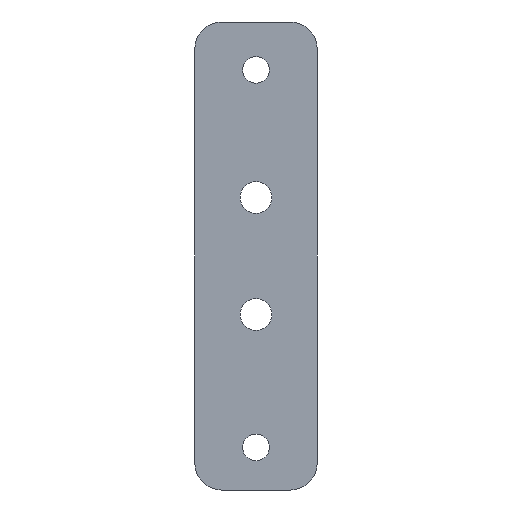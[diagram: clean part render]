
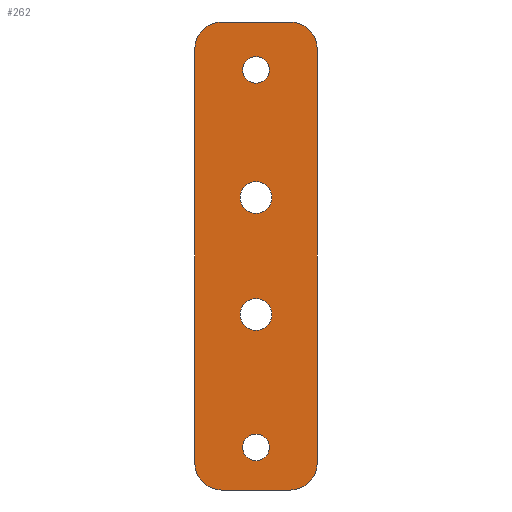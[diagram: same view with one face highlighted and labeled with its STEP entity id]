
A CAD part, front view. The second image highlights one B-rep face of the part: STEP entity #262.
In plain terms, the highlighted planar face has unit normal (0, -1, 0).
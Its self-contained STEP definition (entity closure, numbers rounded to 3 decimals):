
#15=LINE('',#397,#31);
#20=LINE('',#411,#36);
#24=LINE('',#423,#40);
#28=LINE('',#435,#44);
#31=VECTOR('',#323,10.);
#36=VECTOR('',#336,10.);
#40=VECTOR('',#348,10.);
#44=VECTOR('',#360,10.);
#52=PLANE('',#294);
#61=FACE_BOUND('',#101,.T.);
#62=FACE_BOUND('',#102,.T.);
#63=FACE_BOUND('',#103,.T.);
#64=FACE_BOUND('',#104,.T.);
#78=FACE_OUTER_BOUND('',#100,.T.);
#100=EDGE_LOOP('',(#229,#230,#231,#232,#233,#234,#235,#236));
#101=EDGE_LOOP('',(#237));
#102=EDGE_LOOP('',(#238));
#103=EDGE_LOOP('',(#239));
#104=EDGE_LOOP('',(#240));
#106=CIRCLE('',#267,2.5);
#108=CIRCLE('',#270,2.5);
#110=CIRCLE('',#273,3.);
#112=CIRCLE('',#276,3.);
#113=CIRCLE('',#279,5.);
#115=CIRCLE('',#283,5.);
#117=CIRCLE('',#287,5.);
#119=CIRCLE('',#291,5.);
#122=VERTEX_POINT('',#377);
#124=VERTEX_POINT('',#382);
#126=VERTEX_POINT('',#387);
#128=VERTEX_POINT('',#392);
#129=VERTEX_POINT('',#395);
#130=VERTEX_POINT('',#396);
#133=VERTEX_POINT('',#404);
#135=VERTEX_POINT('',#410);
#137=VERTEX_POINT('',#416);
#139=VERTEX_POINT('',#422);
#141=VERTEX_POINT('',#428);
#143=VERTEX_POINT('',#434);
#146=EDGE_CURVE('',#122,#122,#106,.T.);
#148=EDGE_CURVE('',#124,#124,#108,.T.);
#150=EDGE_CURVE('',#126,#126,#110,.T.);
#152=EDGE_CURVE('',#128,#128,#112,.T.);
#153=EDGE_CURVE('',#129,#130,#15,.T.);
#157=EDGE_CURVE('',#133,#130,#113,.T.);
#160=EDGE_CURVE('',#133,#135,#20,.T.);
#163=EDGE_CURVE('',#137,#135,#115,.T.);
#166=EDGE_CURVE('',#137,#139,#24,.T.);
#169=EDGE_CURVE('',#141,#139,#117,.T.);
#172=EDGE_CURVE('',#141,#143,#28,.T.);
#175=EDGE_CURVE('',#129,#143,#119,.T.);
#229=ORIENTED_EDGE('',*,*,#175,.F.);
#230=ORIENTED_EDGE('',*,*,#153,.T.);
#231=ORIENTED_EDGE('',*,*,#157,.F.);
#232=ORIENTED_EDGE('',*,*,#160,.T.);
#233=ORIENTED_EDGE('',*,*,#163,.F.);
#234=ORIENTED_EDGE('',*,*,#166,.T.);
#235=ORIENTED_EDGE('',*,*,#169,.F.);
#236=ORIENTED_EDGE('',*,*,#172,.T.);
#237=ORIENTED_EDGE('',*,*,#152,.F.);
#238=ORIENTED_EDGE('',*,*,#150,.F.);
#239=ORIENTED_EDGE('',*,*,#148,.F.);
#240=ORIENTED_EDGE('',*,*,#146,.F.);
#262=ADVANCED_FACE('',(#78,#61,#62,#63,#64),#52,.F.);
#267=AXIS2_PLACEMENT_3D('',#378,#301,#302);
#270=AXIS2_PLACEMENT_3D('',#383,#307,#308);
#273=AXIS2_PLACEMENT_3D('',#388,#313,#314);
#276=AXIS2_PLACEMENT_3D('',#393,#319,#320);
#279=AXIS2_PLACEMENT_3D('',#405,#329,#330);
#283=AXIS2_PLACEMENT_3D('',#417,#341,#342);
#287=AXIS2_PLACEMENT_3D('',#429,#353,#354);
#291=AXIS2_PLACEMENT_3D('',#440,#365,#366);
#294=AXIS2_PLACEMENT_3D('',#443,#371,#372);
#301=DIRECTION('center_axis',(0.,-1.,0.));
#302=DIRECTION('ref_axis',(1.,0.,0.));
#307=DIRECTION('center_axis',(0.,-1.,0.));
#308=DIRECTION('ref_axis',(1.,0.,0.));
#313=DIRECTION('center_axis',(0.,-1.,0.));
#314=DIRECTION('ref_axis',(1.,0.,0.));
#319=DIRECTION('center_axis',(0.,-1.,0.));
#320=DIRECTION('ref_axis',(1.,0.,0.));
#323=DIRECTION('',(0.,0.,1.));
#329=DIRECTION('center_axis',(0.,1.,0.));
#330=DIRECTION('ref_axis',(0.,0.,1.));
#336=DIRECTION('',(-1.,0.,0.));
#341=DIRECTION('center_axis',(0.,1.,0.));
#342=DIRECTION('ref_axis',(-1.,0.,0.));
#348=DIRECTION('',(0.,0.,-1.));
#353=DIRECTION('center_axis',(0.,1.,0.));
#354=DIRECTION('ref_axis',(0.,0.,-1.));
#360=DIRECTION('',(1.,0.,0.));
#365=DIRECTION('center_axis',(0.,1.,0.));
#366=DIRECTION('ref_axis',(1.,0.,0.));
#371=DIRECTION('center_axis',(0.,1.,0.));
#372=DIRECTION('ref_axis',(1.,0.,0.));
#377=CARTESIAN_POINT('',(8.,0.,34.));
#378=CARTESIAN_POINT('Origin',(10.5,0.,34.));
#382=CARTESIAN_POINT('',(8.,0.,-37.));
#383=CARTESIAN_POINT('Origin',(10.5,0.,-37.));
#387=CARTESIAN_POINT('',(7.5,0.,-12.));
#388=CARTESIAN_POINT('Origin',(10.5,0.,-12.));
#392=CARTESIAN_POINT('',(7.5,0.,10.));
#393=CARTESIAN_POINT('Origin',(10.5,0.,10.));
#395=CARTESIAN_POINT('',(22.,0.,-40.007));
#396=CARTESIAN_POINT('',(22.,0.,38.));
#397=CARTESIAN_POINT('',(22.,0.,-40.007));
#404=CARTESIAN_POINT('',(17.,0.,43.));
#405=CARTESIAN_POINT('Origin',(17.,0.,38.));
#410=CARTESIAN_POINT('',(4.,0.,43.));
#411=CARTESIAN_POINT('',(17.,0.,43.));
#416=CARTESIAN_POINT('',(-1.,0.,38.));
#417=CARTESIAN_POINT('Origin',(4.,0.,38.));
#422=CARTESIAN_POINT('',(-1.,0.,-40.007));
#423=CARTESIAN_POINT('',(-1.,0.,38.));
#428=CARTESIAN_POINT('',(4.,0.,-45.007));
#429=CARTESIAN_POINT('Origin',(4.,0.,-40.007));
#434=CARTESIAN_POINT('',(17.,0.,-45.007));
#435=CARTESIAN_POINT('',(4.,0.,-45.007));
#440=CARTESIAN_POINT('Origin',(17.,0.,-40.007));
#443=CARTESIAN_POINT('Origin',(10.5,0.,-1.004));
